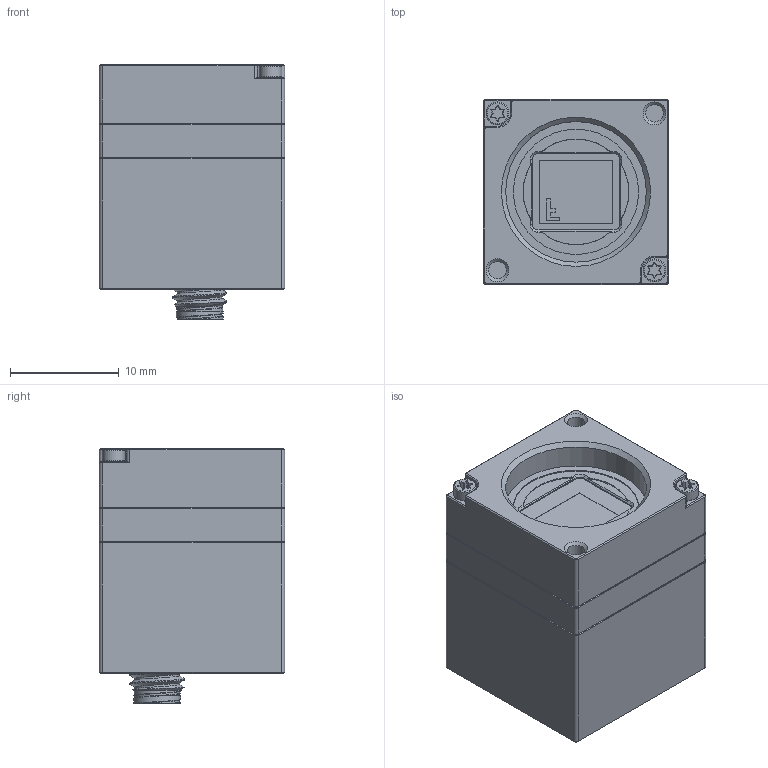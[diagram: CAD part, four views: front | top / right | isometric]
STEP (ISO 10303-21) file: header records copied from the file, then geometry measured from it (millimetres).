
FILE_DESCRIPTION(/* description */ (''),/* implementation_level */ '2;1');
FILE_NAME(/* name */ 'MU051xG-SY+ADPT-MU-CX3-TC-V_01-STP.stp',/* time_stamp */ '2023-11-09T14:33:58+01:00',/* author */ (''),/* organization */ (''),/* preprocessor_version */ 'ST-DEVELOPER v18.102',/* originating_system */ 'SIEMENS PLM Software NX2206.6002',/* authorisation */ '');
FILE_SCHEMA (('AUTOMOTIVE_DESIGN { 1 0 10303 214 3 1 1 1 }'));
Products named in the file (15): 001481_01_1-M5-NUT-BINDER; 001977_01_1-ADPT-MU-CX3-TC-V-PCA; 001119_01_1-SROB-M1.6X12-CSK-TX-STNLS; 001164_01_1-MECH-EMI-GSKT-4X6-T1; 003302_01_1-MECH-MU051-ADPT-TC; 001420_01_1-MECH-KPTN-13.5X13.5X0.1MM; 001980_01_1-MECH-MU051-FRONT; 001955_01_1-MU051xG-SY-PCA; 001949_01_1-MECH-MU051-REAR; 001068_01_1-SROB-M1.2X6-TX-STNLS; 001390_01_1-TP-5X5X1-TGA6200; 001803_01_1-CONN-09-3111-81-04; 003299_01_1-ADPT-MU051-CX3-TC-V; 001971_01_1-MU051-FRONT-KPT; 001976_01_1-MU-CX3-STOCK
Assembly tree (16 placements, depth 4):
  001976_01_1-MU-CX3-STOCK
    001390_01_1-TP-5X5X1-TGA6200
    001068_01_1-SROB-M1.2X6-TX-STNLS  x2
    001949_01_1-MECH-MU051-REAR
    001971_01_1-MU051-FRONT-KPT
      001980_01_1-MECH-MU051-FRONT
      001420_01_1-MECH-KPTN-13.5X13.5X0.1MM
    001955_01_1-MU051xG-SY-PCA
    003299_01_1-ADPT-MU051-CX3-TC-V
      003302_01_1-MECH-MU051-ADPT-TC
      001164_01_1-MECH-EMI-GSKT-4X6-T1
      001803_01_1-CONN-09-3111-81-04
        001481_01_1-M5-NUT-BINDER
      001119_01_1-SROB-M1.6X12-CSK-TX-STNLS  x2
      001977_01_1-ADPT-MU-CX3-TC-V-PCA
Bounding box: 17 x 17 x 23.37 mm (x, y, z)
Volume: 4113.8 mm3; surface area: 7880.4 mm2
Topology: 176 solids, 176 shells, 7487 faces, 17210 edges, 9998 vertices
Faces by surface type: plane 3144, cylinder 2931, sphere 948, cone 199, bspline 164, torus 100, extrusion 1
Full cylindrical faces by diameter (mm): 0.15 x9, 0.48 x4, 0.5 x4, 0.66 x1, 0.7 x3, 0.95 x4, 1 x2, 1.2 x4, 1.3 x2, 1.6 x6, 1.7 x2, 2.1 x2, 2.95 x2, 3.2 x4, 3.68 x1, 4.25 x1, 5.1 x1, 6.2 x1, 8.91 x1, 11.5 x1, 12.9 x1
Entity records: 224847 total; most frequent: CARTESIAN_POINT 47505, DIRECTION 33397, ORIENTED_EDGE 33244, EDGE_CURVE 16622, AXIS2_PLACEMENT_3D 12004, VERTEX_POINT 9885, VECTOR 9389, LINE 9388
